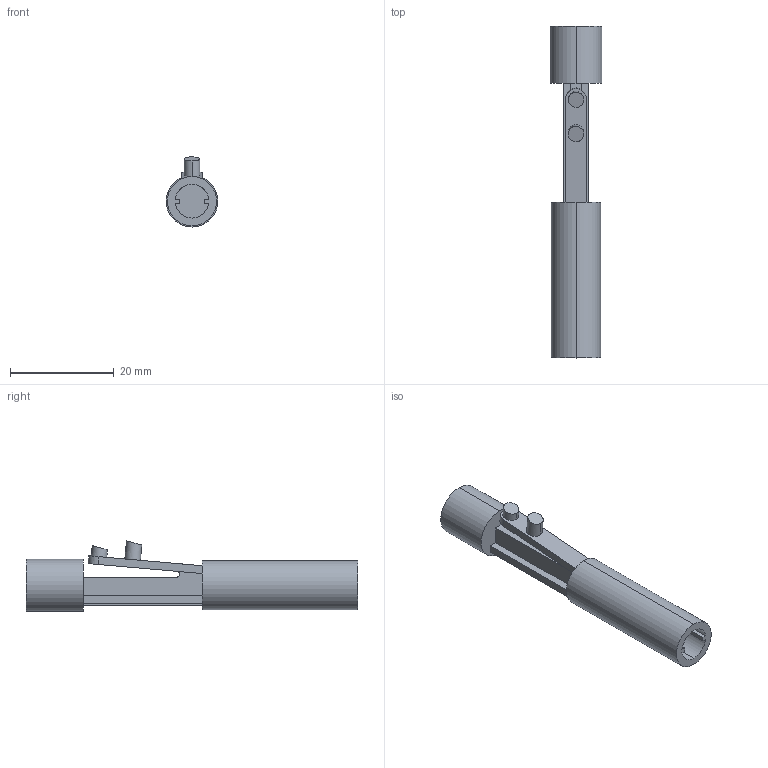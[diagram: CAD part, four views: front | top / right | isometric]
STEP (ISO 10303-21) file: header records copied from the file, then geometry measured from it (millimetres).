
FILE_DESCRIPTION (( 'STEP AP214' ), '1' );
FILE_NAME ('cap.STEP', '2022-11-24T22:28:06', ( '' ), ( '' ), 'SwSTEP 2.0', 'SolidWorks 2021', '' );
FILE_SCHEMA (( 'AUTOMOTIVE_DESIGN' ));
Length unit declared in the file: millimetre
Products named in the file (1): cap
Bounding box: 10 x 64 x 13.53 mm (x, y, z)
Volume: 2592.5 mm3; surface area: 2898.8 mm2
Topology: 1 solids, 1 shells, 45 faces, 112 edges, 74 vertices
Faces by surface type: plane 32, cylinder 13
Entity records: 1368 total; most frequent: CARTESIAN_POINT 250, ORIENTED_EDGE 224, DIRECTION 222, EDGE_CURVE 112, VECTOR 82, LINE 82, VERTEX_POINT 74, AXIS2_PLACEMENT_3D 70
